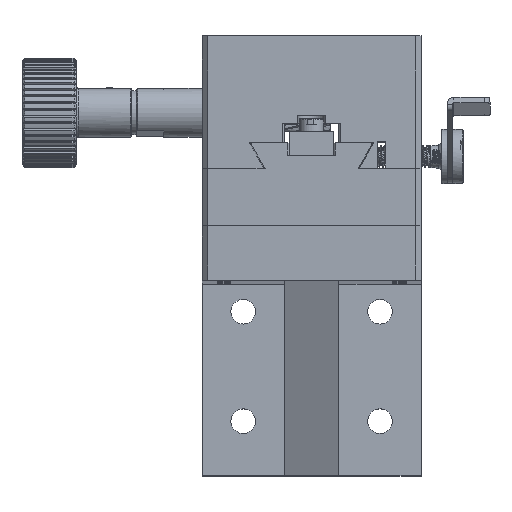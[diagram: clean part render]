
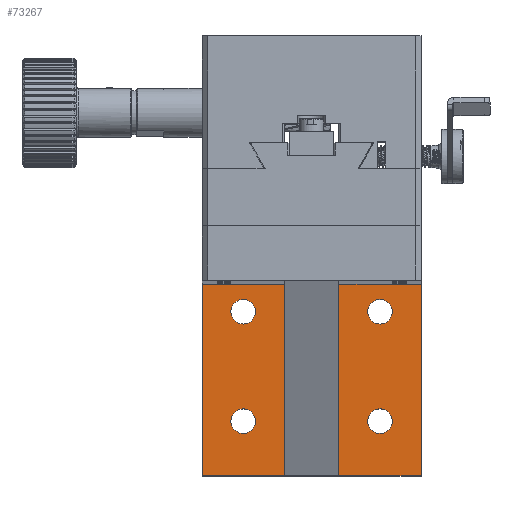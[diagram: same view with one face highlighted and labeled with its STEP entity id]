
A CAD part, top view. The second image highlights one B-rep face of the part: STEP entity #73267.
In plain terms, the highlighted planar face has unit normal (0, 0, 1).
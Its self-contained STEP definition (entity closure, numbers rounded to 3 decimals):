
#828 = CIRCLE ( 'NONE', #20664, 2.25 ) ;
#1845 = AXIS2_PLACEMENT_3D ( 'NONE', #54737, #45119, #88231 ) ;
#2661 = FACE_BOUND ( 'NONE', #15296, .T. ) ;
#2938 = EDGE_CURVE ( 'NONE', #85413, #85413, #43839, .T. ) ;
#4470 = CARTESIAN_POINT ( 'NONE',  ( 41.123, 0.724, 32.922 ) ) ;
#7516 = CARTESIAN_POINT ( 'NONE',  ( 48.623, 10.724, 32.922 ) ) ;
#8071 = DIRECTION ( 'NONE',  ( 0., 0., -1. ) ) ;
#9349 = EDGE_CURVE ( 'NONE', #27532, #27532, #9742, .T. ) ;
#9742 = CIRCLE ( 'NONE', #36897, 2.25 ) ;
#11683 = CARTESIAN_POINT ( 'NONE',  ( 61.123, 10.724, 32.922 ) ) ;
#11947 = AXIS2_PLACEMENT_3D ( 'NONE', #7516, #8071, #18241 ) ;
#12214 = DIRECTION ( 'NONE',  ( -1., 0., 0. ) ) ;
#13130 = EDGE_CURVE ( 'NONE', #63794, #63794, #78943, .T. ) ;
#14865 = VERTEX_POINT ( 'NONE', #53894 ) ;
#15296 = EDGE_LOOP ( 'NONE', ( #77452 ) ) ;
#15716 = EDGE_CURVE ( 'NONE', #19041, #19041, #40951, .T. ) ;
#16409 = ORIENTED_EDGE ( 'NONE', *, *, #9349, .T. ) ;
#16911 = DIRECTION ( 'NONE',  ( -1., 0., 0. ) ) ;
#16953 = LINE ( 'NONE', #60024, #57551 ) ;
#17803 = CARTESIAN_POINT ( 'NONE',  ( 46.373, 40.724, 32.922 ) ) ;
#17876 = DIRECTION ( 'NONE',  ( 0., 0., -1. ) ) ;
#18241 = DIRECTION ( 'NONE',  ( -1., 0., 0. ) ) ;
#19041 = VERTEX_POINT ( 'NONE', #70631 ) ;
#19767 = DIRECTION ( 'NONE',  ( 0., 1., 0. ) ) ;
#20664 = AXIS2_PLACEMENT_3D ( 'NONE', #33736, #17876, #52431 ) ;
#21912 = CARTESIAN_POINT ( 'NONE',  ( 81.123, 0.724, 32.922 ) ) ;
#24061 = CIRCLE ( 'NONE', #65750, 2.25 ) ;
#25166 = ORIENTED_EDGE ( 'NONE', *, *, #82310, .T. ) ;
#26665 = DIRECTION ( 'NONE',  ( -1., 0., 0. ) ) ;
#27532 = VERTEX_POINT ( 'NONE', #29204 ) ;
#29204 = CARTESIAN_POINT ( 'NONE',  ( 58.873, 30.724, 32.922 ) ) ;
#30953 = EDGE_CURVE ( 'NONE', #14865, #88613, #41222, .T. ) ;
#32565 = EDGE_CURVE ( 'NONE', #88613, #36486, #16953, .T. ) ;
#33665 = EDGE_LOOP ( 'NONE', ( #76335 ) ) ;
#33736 = CARTESIAN_POINT ( 'NONE',  ( 73.623, 40.724, 32.922 ) ) ;
#34084 = ORIENTED_EDGE ( 'NONE', *, *, #56412, .T. ) ;
#34384 = EDGE_LOOP ( 'NONE', ( #34084 ) ) ;
#34470 = CARTESIAN_POINT ( 'NONE',  ( 61.123, 30.724, 32.922 ) ) ;
#35738 = CARTESIAN_POINT ( 'NONE',  ( 81.123, 45.724, 32.922 ) ) ;
#36294 = DIRECTION ( 'NONE',  ( -1., 0., 0. ) ) ;
#36486 = VERTEX_POINT ( 'NONE', #21912 ) ;
#36897 = AXIS2_PLACEMENT_3D ( 'NONE', #34470, #96812, #16911 ) ;
#37183 = FACE_BOUND ( 'NONE', #64933, .T. ) ;
#38248 = ORIENTED_EDGE ( 'NONE', *, *, #39336, .T. ) ;
#38289 = DIRECTION ( 'NONE',  ( -1., 0., 0. ) ) ;
#39212 = EDGE_CURVE ( 'NONE', #102838, #102838, #63225, .T. ) ;
#39336 = EDGE_CURVE ( 'NONE', #108543, #14865, #79397, .T. ) ;
#40951 = CIRCLE ( 'NONE', #55443, 2.25 ) ;
#41222 = LINE ( 'NONE', #110410, #97293 ) ;
#41614 = EDGE_LOOP ( 'NONE', ( #106569 ) ) ;
#43670 = CARTESIAN_POINT ( 'NONE',  ( 48.623, 30.724, 32.922 ) ) ;
#43839 = CIRCLE ( 'NONE', #98159, 2.25 ) ;
#45119 = DIRECTION ( 'NONE',  ( 0., 0., 1. ) ) ;
#45678 = FACE_OUTER_BOUND ( 'NONE', #96394, .T. ) ;
#48115 = VERTEX_POINT ( 'NONE', #49246 ) ;
#49246 = CARTESIAN_POINT ( 'NONE',  ( 71.373, 40.724, 32.922 ) ) ;
#50105 = AXIS2_PLACEMENT_3D ( 'NONE', #111841, #59675, #86899 ) ;
#50264 = CARTESIAN_POINT ( 'NONE',  ( 71.373, 10.724, 32.922 ) ) ;
#50685 = CARTESIAN_POINT ( 'NONE',  ( 46.373, 30.724, 32.922 ) ) ;
#52431 = DIRECTION ( 'NONE',  ( -1., 0., 0. ) ) ;
#52674 = ORIENTED_EDGE ( 'NONE', *, *, #39212, .T. ) ;
#53067 = FACE_BOUND ( 'NONE', #41614, .T. ) ;
#53307 = DIRECTION ( 'NONE',  ( 0., 0., -1. ) ) ;
#53748 = DIRECTION ( 'NONE',  ( 1., 0., 0. ) ) ;
#53894 = CARTESIAN_POINT ( 'NONE',  ( 41.123, 45.724, 32.922 ) ) ;
#54172 = CARTESIAN_POINT ( 'NONE',  ( 46.373, 10.724, 32.922 ) ) ;
#54737 = CARTESIAN_POINT ( 'NONE',  ( 81.123, 45.724, 32.922 ) ) ;
#55268 = CARTESIAN_POINT ( 'NONE',  ( 73.623, 10.724, 32.922 ) ) ;
#55443 = AXIS2_PLACEMENT_3D ( 'NONE', #110525, #57801, #59474 ) ;
#56412 = EDGE_CURVE ( 'NONE', #62541, #62541, #109844, .T. ) ;
#57551 = VECTOR ( 'NONE', #53748, 1000. ) ;
#57801 = DIRECTION ( 'NONE',  ( 0., 0., -1. ) ) ;
#59474 = DIRECTION ( 'NONE',  ( -1., 0., 0. ) ) ;
#59609 = CARTESIAN_POINT ( 'NONE',  ( 58.873, 10.724, 32.922 ) ) ;
#59675 = DIRECTION ( 'NONE',  ( 0., 0., -1. ) ) ;
#60024 = CARTESIAN_POINT ( 'NONE',  ( 81.123, 0.724, 32.922 ) ) ;
#62541 = VERTEX_POINT ( 'NONE', #17803 ) ;
#63225 = CIRCLE ( 'NONE', #90441, 2.25 ) ;
#63591 = CARTESIAN_POINT ( 'NONE',  ( 81.123, 45.724, 32.922 ) ) ;
#63794 = VERTEX_POINT ( 'NONE', #54172 ) ;
#64933 = EDGE_LOOP ( 'NONE', ( #16409 ) ) ;
#65750 = AXIS2_PLACEMENT_3D ( 'NONE', #11683, #89899, #38289 ) ;
#66585 = ORIENTED_EDGE ( 'NONE', *, *, #30953, .T. ) ;
#67308 = DIRECTION ( 'NONE',  ( 0., -1., 0. ) ) ;
#70617 = EDGE_LOOP ( 'NONE', ( #52674 ) ) ;
#70631 = CARTESIAN_POINT ( 'NONE',  ( 71.373, 30.724, 32.922 ) ) ;
#71359 = CARTESIAN_POINT ( 'NONE',  ( 81.123, 45.724, 32.922 ) ) ;
#73267 = ADVANCED_FACE ( 'NONE', ( #45678, #80290, #53067, #105788, #2661, #97280, #87676, #37183, #106909 ), #79721, .T. ) ;
#76335 = ORIENTED_EDGE ( 'NONE', *, *, #95198, .T. ) ;
#77452 = ORIENTED_EDGE ( 'NONE', *, *, #15716, .T. ) ;
#78943 = CIRCLE ( 'NONE', #11947, 2.25 ) ;
#79397 = LINE ( 'NONE', #35738, #104908 ) ;
#79721 = PLANE ( 'NONE',  #1845 ) ;
#80290 = FACE_BOUND ( 'NONE', #70617, .T. ) ;
#81528 = EDGE_LOOP ( 'NONE', ( #25166 ) ) ;
#82310 = EDGE_CURVE ( 'NONE', #102698, #102698, #24061, .T. ) ;
#82672 = LINE ( 'NONE', #71359, #85673 ) ;
#83472 = ORIENTED_EDGE ( 'NONE', *, *, #2938, .T. ) ;
#85413 = VERTEX_POINT ( 'NONE', #50264 ) ;
#85673 = VECTOR ( 'NONE', #19767, 1000. ) ;
#86899 = DIRECTION ( 'NONE',  ( -1., 0., 0. ) ) ;
#87676 = FACE_BOUND ( 'NONE', #33665, .T. ) ;
#87811 = ORIENTED_EDGE ( 'NONE', *, *, #32565, .T. ) ;
#88231 = DIRECTION ( 'NONE',  ( 1., 0., 0. ) ) ;
#88613 = VERTEX_POINT ( 'NONE', #4470 ) ;
#88649 = EDGE_CURVE ( 'NONE', #36486, #108543, #82672, .T. ) ;
#89899 = DIRECTION ( 'NONE',  ( 0., 0., -1. ) ) ;
#90441 = AXIS2_PLACEMENT_3D ( 'NONE', #43670, #53307, #26665 ) ;
#95198 = EDGE_CURVE ( 'NONE', #48115, #48115, #828, .T. ) ;
#95464 = ORIENTED_EDGE ( 'NONE', *, *, #88649, .T. ) ;
#96394 = EDGE_LOOP ( 'NONE', ( #95464, #38248, #66585, #87811 ) ) ;
#96812 = DIRECTION ( 'NONE',  ( 0., 0., -1. ) ) ;
#97280 = FACE_BOUND ( 'NONE', #34384, .T. ) ;
#97293 = VECTOR ( 'NONE', #67308, 1000. ) ;
#98159 = AXIS2_PLACEMENT_3D ( 'NONE', #55268, #98373, #12214 ) ;
#98373 = DIRECTION ( 'NONE',  ( 0., 0., -1. ) ) ;
#102698 = VERTEX_POINT ( 'NONE', #59609 ) ;
#102838 = VERTEX_POINT ( 'NONE', #50685 ) ;
#104908 = VECTOR ( 'NONE', #36294, 1000. ) ;
#105788 = FACE_BOUND ( 'NONE', #109279, .T. ) ;
#106569 = ORIENTED_EDGE ( 'NONE', *, *, #13130, .T. ) ;
#106909 = FACE_BOUND ( 'NONE', #81528, .T. ) ;
#108543 = VERTEX_POINT ( 'NONE', #63591 ) ;
#109279 = EDGE_LOOP ( 'NONE', ( #83472 ) ) ;
#109844 = CIRCLE ( 'NONE', #50105, 2.25 ) ;
#110410 = CARTESIAN_POINT ( 'NONE',  ( 41.123, 45.724, 32.922 ) ) ;
#110525 = CARTESIAN_POINT ( 'NONE',  ( 73.623, 30.724, 32.922 ) ) ;
#111841 = CARTESIAN_POINT ( 'NONE',  ( 48.623, 40.724, 32.922 ) ) ;
